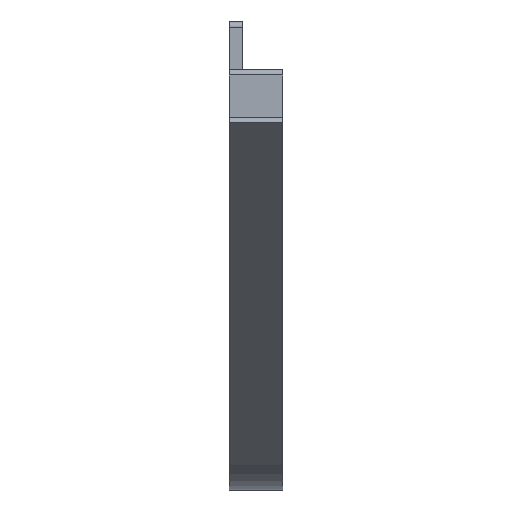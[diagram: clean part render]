
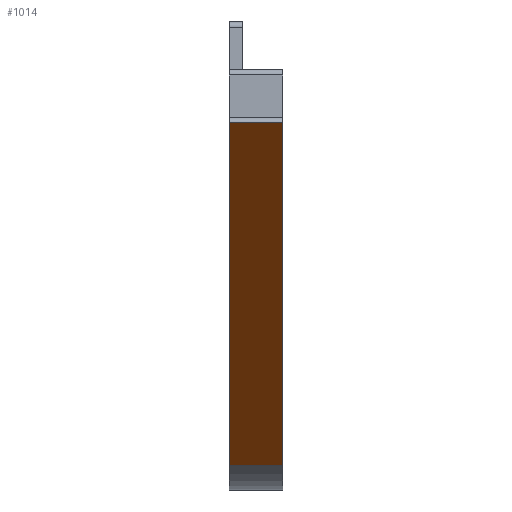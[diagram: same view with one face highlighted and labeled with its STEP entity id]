
A CAD part, left-side view. The second image highlights one B-rep face of the part: STEP entity #1014.
In plain terms, the highlighted planar face has unit normal (-0.657, 0, -0.753).
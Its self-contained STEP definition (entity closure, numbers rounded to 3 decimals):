
#50 = CARTESIAN_POINT ( 'NONE',  ( -30.149, 10.16, -34.554 ) ) ;
#124 = VERTEX_POINT ( 'NONE', #902 ) ;
#220 = DIRECTION ( 'NONE',  ( 0.754, 0., -0.657 ) ) ;
#267 = CARTESIAN_POINT ( 'NONE',  ( -30.149, 10.16, -34.554 ) ) ;
#284 = FACE_OUTER_BOUND ( 'NONE', #3164, .T. ) ;
#537 = CARTESIAN_POINT ( 'NONE',  ( 4.447, 10.16, -64.74 ) ) ;
#630 = CARTESIAN_POINT ( 'NONE',  ( 4.447, 10.16, -64.74 ) ) ;
#728 = VERTEX_POINT ( 'NONE', #2303 ) ;
#730 = DIRECTION ( 'NONE',  ( -0.657, 0., -0.754 ) ) ;
#739 = CARTESIAN_POINT ( 'NONE',  ( 4.447, 0., -64.74 ) ) ;
#751 = DIRECTION ( 'NONE',  ( 0.754, 0., -0.657 ) ) ;
#806 = VECTOR ( 'NONE', #1105, 1000. ) ;
#817 = LINE ( 'NONE', #3046, #2104 ) ;
#861 = EDGE_CURVE ( 'NONE', #124, #728, #817, .T. ) ;
#902 = CARTESIAN_POINT ( 'NONE',  ( -69.751, 10.16, 0. ) ) ;
#985 = PLANE ( 'NONE',  #2348 ) ;
#1014 = ADVANCED_FACE ( 'NONE', ( #284 ), #985, .T. ) ;
#1045 = VECTOR ( 'NONE', #220, 1000. ) ;
#1105 = DIRECTION ( 'NONE',  ( 0., -1., 0. ) ) ;
#1266 = VERTEX_POINT ( 'NONE', #537 ) ;
#1404 = EDGE_CURVE ( 'NONE', #1266, #3139, #2581, .T. ) ;
#1741 = EDGE_CURVE ( 'NONE', #124, #1266, #2956, .T. ) ;
#1816 = DIRECTION ( 'NONE',  ( 0., -1., 0. ) ) ;
#1922 = CARTESIAN_POINT ( 'NONE',  ( -30.149, 0., -34.554 ) ) ;
#2104 = VECTOR ( 'NONE', #1816, 1000. ) ;
#2281 = ORIENTED_EDGE ( 'NONE', *, *, #1741, .T. ) ;
#2301 = ORIENTED_EDGE ( 'NONE', *, *, #3025, .F. ) ;
#2303 = CARTESIAN_POINT ( 'NONE',  ( -69.751, 0., 0. ) ) ;
#2348 = AXIS2_PLACEMENT_3D ( 'NONE', #267, #730, #2939 ) ;
#2415 = ORIENTED_EDGE ( 'NONE', *, *, #861, .F. ) ;
#2444 = VECTOR ( 'NONE', #751, 1000. ) ;
#2581 = LINE ( 'NONE', #630, #806 ) ;
#2939 = DIRECTION ( 'NONE',  ( -0.754, 0., 0.657 ) ) ;
#2956 = LINE ( 'NONE', #50, #2444 ) ;
#3025 = EDGE_CURVE ( 'NONE', #728, #3139, #3130, .T. ) ;
#3046 = CARTESIAN_POINT ( 'NONE',  ( -69.751, 10.16, 0. ) ) ;
#3130 = LINE ( 'NONE', #1922, #1045 ) ;
#3139 = VERTEX_POINT ( 'NONE', #739 ) ;
#3164 = EDGE_LOOP ( 'NONE', ( #2301, #2415, #2281, #3175 ) ) ;
#3175 = ORIENTED_EDGE ( 'NONE', *, *, #1404, .T. ) ;
